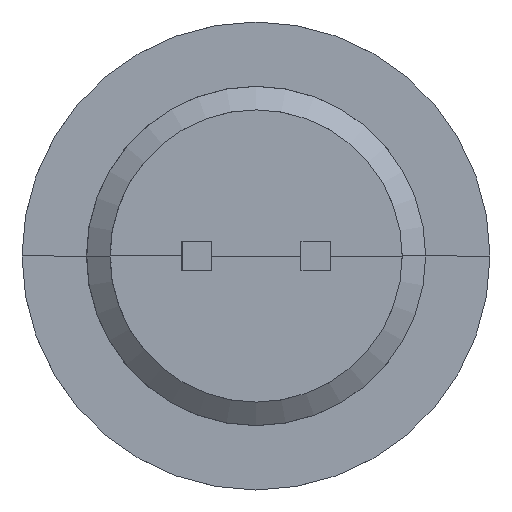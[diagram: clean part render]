
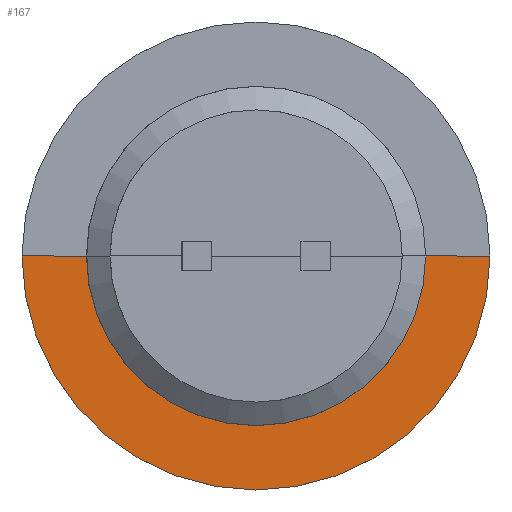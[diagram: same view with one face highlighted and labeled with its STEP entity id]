
A CAD part, front view. The second image highlights one B-rep face of the part: STEP entity #167.
In plain terms, the highlighted conical face has half-angle 89.988 degrees and reference radius 2.899 mm.
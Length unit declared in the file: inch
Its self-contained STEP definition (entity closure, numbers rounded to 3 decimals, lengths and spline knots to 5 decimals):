
#24 = CARTESIAN_POINT ( 'NONE',  ( 0.16808, 0.56005, 0. ) ) ;
#28 = EDGE_CURVE ( 'NONE', #596, #220, #916, .T. ) ;
#40 = VERTEX_POINT ( 'NONE', #24 ) ;
#73 = CARTESIAN_POINT ( 'NONE',  ( -0.10352, 0.56, 0. ) ) ;
#76 = DIRECTION ( 'NONE',  ( 1., 0., 0. ) ) ;
#167 = ADVANCED_FACE ( 'NONE', ( #570 ), #274, .F. ) ;
#196 = AXIS2_PLACEMENT_3D ( 'NONE', #655, #661, #669 ) ;
#210 = DIRECTION ( 'NONE',  ( -1., 0., 0. ) ) ;
#220 = VERTEX_POINT ( 'NONE', #251 ) ;
#251 = CARTESIAN_POINT ( 'NONE',  ( -0.14682, 0.55998, 0. ) ) ;
#266 = CARTESIAN_POINT ( 'NONE',  ( 0.12477, 0.56005, 0. ) ) ;
#271 = DIRECTION ( 'NONE',  ( 1., 0., 0. ) ) ;
#274 = CONICAL_SURFACE ( 'NONE', #288, 0.11414, 1.571 ) ;
#281 = DIRECTION ( 'NONE',  ( 0., 1., 0. ) ) ;
#288 = AXIS2_PLACEMENT_3D ( 'NONE', #736, #502, #76 ) ;
#304 = ORIENTED_EDGE ( 'NONE', *, *, #605, .F. ) ;
#314 = ORIENTED_EDGE ( 'NONE', *, *, #484, .T. ) ;
#401 = DIRECTION ( 'NONE',  ( -1., 0., 0. ) ) ;
#433 = ORIENTED_EDGE ( 'NONE', *, *, #28, .T. ) ;
#484 = EDGE_CURVE ( 'NONE', #856, #596, #742, .T. ) ;
#497 = CARTESIAN_POINT ( 'NONE',  ( 0.12477, 0.56005, 0. ) ) ;
#502 = DIRECTION ( 'NONE',  ( 0., -1., 0. ) ) ;
#519 = EDGE_CURVE ( 'NONE', #856, #40, #645, .T. ) ;
#567 = CARTESIAN_POINT ( 'NONE',  ( 0.01063, 0.56003, 0. ) ) ;
#570 = FACE_OUTER_BOUND ( 'NONE', #677, .T. ) ;
#578 = CARTESIAN_POINT ( 'NONE',  ( -0.10352, 0.56, 0. ) ) ;
#596 = VERTEX_POINT ( 'NONE', #578 ) ;
#605 = EDGE_CURVE ( 'NONE', #40, #220, #847, .T. ) ;
#645 = LINE ( 'NONE', #497, #650 ) ;
#650 = VECTOR ( 'NONE', #271, 39.37008 ) ;
#655 = CARTESIAN_POINT ( 'NONE',  ( 0.01063, 0.56002, 0. ) ) ;
#661 = DIRECTION ( 'NONE',  ( 0., 1., 0. ) ) ;
#665 = AXIS2_PLACEMENT_3D ( 'NONE', #567, #281, #210 ) ;
#669 = DIRECTION ( 'NONE',  ( -1., 0., 0. ) ) ;
#677 = EDGE_LOOP ( 'NONE', ( #314, #433, #304, #794 ) ) ;
#736 = CARTESIAN_POINT ( 'NONE',  ( 0.01063, 0.56003, 0. ) ) ;
#742 = CIRCLE ( 'NONE', #665, 0.11414 ) ;
#794 = ORIENTED_EDGE ( 'NONE', *, *, #519, .F. ) ;
#847 = CIRCLE ( 'NONE', #196, 0.15745 ) ;
#856 = VERTEX_POINT ( 'NONE', #266 ) ;
#861 = VECTOR ( 'NONE', #401, 39.37008 ) ;
#916 = LINE ( 'NONE', #73, #861 ) ;
